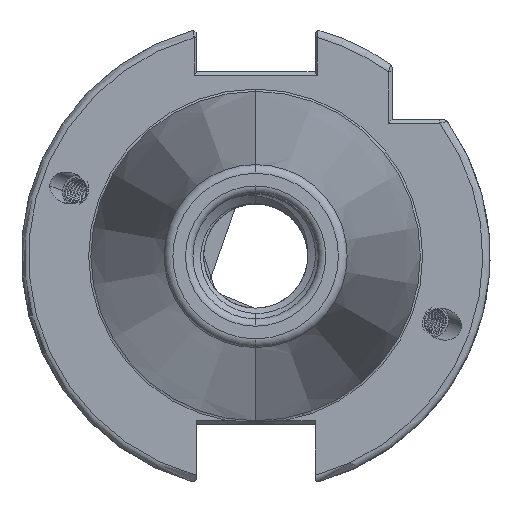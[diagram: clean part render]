
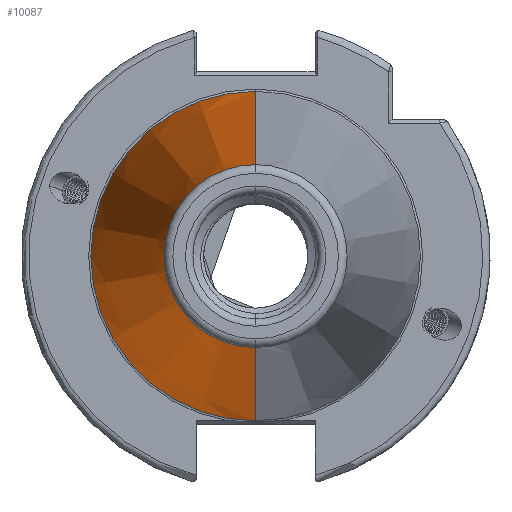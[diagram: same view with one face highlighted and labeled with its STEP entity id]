
A CAD part, left-side view. The second image highlights one B-rep face of the part: STEP entity #10087.
In plain terms, the highlighted conical face has half-angle 8.297 degrees and reference radius 22.692 mm.
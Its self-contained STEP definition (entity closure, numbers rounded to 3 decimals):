
#3387 = ORIENTED_EDGE ( 'NONE', *, *, #9665, .T. ) ;
#3433 = ORIENTED_EDGE ( 'NONE', *, *, #9627, .F. ) ;
#3451 = ORIENTED_EDGE ( 'NONE', *, *, #9688, .T. ) ;
#3463 = ORIENTED_EDGE ( 'NONE', *, *, #9650, .F. ) ;
#4031 = EDGE_LOOP ( 'NONE', ( #3387, #3451, #3463, #3433 ) ) ;
#6974 = VERTEX_POINT ( 'NONE', #10580 ) ;
#6980 = VERTEX_POINT ( 'NONE', #10550 ) ;
#6998 = VERTEX_POINT ( 'NONE', #10612 ) ;
#7006 = VERTEX_POINT ( 'NONE', #10620 ) ;
#7246 = VECTOR ( 'NONE', #12033, 1000. ) ;
#7284 = LINE ( 'NONE', #12038, #7246 ) ;
#7316 = CIRCLE ( 'NONE', #12930, 22.327 ) ;
#7344 = CIRCLE ( 'NONE', #12934, 12.4 ) ;
#7369 = VECTOR ( 'NONE', #12215, 1000. ) ;
#7374 = LINE ( 'NONE', #12243, #7369 ) ;
#9627 = EDGE_CURVE ( 'NONE', #6974, #7006, #7284, .T. ) ;
#9650 = EDGE_CURVE ( 'NONE', #7006, #6998, #7316, .T. ) ;
#9665 = EDGE_CURVE ( 'NONE', #6974, #6980, #7344, .T. ) ;
#9688 = EDGE_CURVE ( 'NONE', #6980, #6998, #7374, .T. ) ;
#10087 = ADVANCED_FACE ( 'NONE', ( #16872 ), #16878, .T. ) ;
#10550 = CARTESIAN_POINT ( 'NONE',  ( -70.573, 0., 12.4 ) ) ;
#10580 = CARTESIAN_POINT ( 'NONE',  ( -70.573, 0., -12.4 ) ) ;
#10612 = CARTESIAN_POINT ( 'NONE',  ( -2.5, 0., 22.327 ) ) ;
#10620 = CARTESIAN_POINT ( 'NONE',  ( -2.5, 0., -22.327 ) ) ;
#12033 = DIRECTION ( 'NONE',  ( 0.99, 0., -0.144 ) ) ;
#12038 = CARTESIAN_POINT ( 'NONE',  ( 0., 0., -22.692 ) ) ;
#12093 = DIRECTION ( 'NONE',  ( 1., 0., 0. ) ) ;
#12116 = CARTESIAN_POINT ( 'NONE',  ( -2.5, 0., 0. ) ) ;
#12122 = DIRECTION ( 'NONE',  ( 0., 0., -1. ) ) ;
#12134 = CARTESIAN_POINT ( 'NONE',  ( -70.573, 0., 0. ) ) ;
#12138 = DIRECTION ( 'NONE',  ( 1., 0., 0. ) ) ;
#12141 = DIRECTION ( 'NONE',  ( 0., 0., 1. ) ) ;
#12215 = DIRECTION ( 'NONE',  ( 0.99, 0., 0.144 ) ) ;
#12243 = CARTESIAN_POINT ( 'NONE',  ( 0., 0., 22.692 ) ) ;
#12930 = AXIS2_PLACEMENT_3D ( 'NONE', #12116, #12093, #12122 ) ;
#12934 = AXIS2_PLACEMENT_3D ( 'NONE', #12134, #12138, #12141 ) ;
#13336 = AXIS2_PLACEMENT_3D ( 'NONE', #19135, #19094, #19108 ) ;
#16872 = FACE_OUTER_BOUND ( 'NONE', #4031, .T. ) ;
#16878 = CONICAL_SURFACE ( 'NONE', #13336, 22.692, 0.145 ) ;
#19094 = DIRECTION ( 'NONE',  ( 1., 0., 0. ) ) ;
#19108 = DIRECTION ( 'NONE',  ( 0., 0., -1. ) ) ;
#19135 = CARTESIAN_POINT ( 'NONE',  ( 0., 0., 0. ) ) ;
